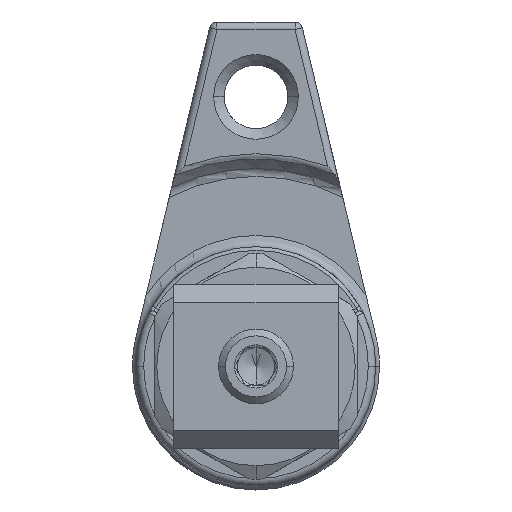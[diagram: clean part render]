
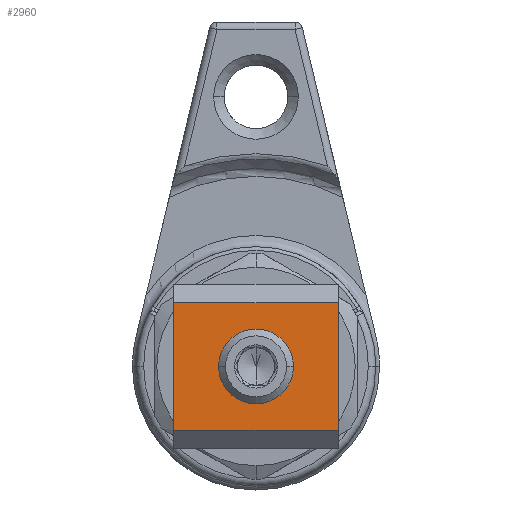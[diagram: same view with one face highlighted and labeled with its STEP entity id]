
A CAD part, front view. The second image highlights one B-rep face of the part: STEP entity #2960.
In plain terms, the highlighted planar face has unit normal (0, -1, 0).
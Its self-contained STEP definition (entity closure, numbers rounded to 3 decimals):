
#61 = AXIS2_PLACEMENT_3D ( 'NONE', #3049, #6453, #1260 ) ;
#85 = VECTOR ( 'NONE', #573, 1000. ) ;
#167 = EDGE_LOOP ( 'NONE', ( #2400, #2022 ) ) ;
#431 = CARTESIAN_POINT ( 'NONE',  ( 11., -76., -8.5 ) ) ;
#436 = EDGE_CURVE ( 'NONE', #4580, #811, #3686, .T. ) ;
#573 = DIRECTION ( 'NONE',  ( 0., 0., -1. ) ) ;
#811 = VERTEX_POINT ( 'NONE', #6778 ) ;
#924 = LINE ( 'NONE', #2069, #6005 ) ;
#981 = EDGE_LOOP ( 'NONE', ( #7316, #5973, #3855, #3568 ) ) ;
#1006 = VERTEX_POINT ( 'NONE', #5863 ) ;
#1091 = FACE_BOUND ( 'NONE', #167, .T. ) ;
#1143 = LINE ( 'NONE', #2896, #6419 ) ;
#1260 = DIRECTION ( 'NONE',  ( 0., 0., 1. ) ) ;
#1576 = EDGE_CURVE ( 'NONE', #811, #4580, #3656, .T. ) ;
#1833 = CARTESIAN_POINT ( 'NONE',  ( 5., -76., 0. ) ) ;
#2022 = ORIENTED_EDGE ( 'NONE', *, *, #1576, .T. ) ;
#2069 = CARTESIAN_POINT ( 'NONE',  ( 11., -76., 8.5 ) ) ;
#2094 = VERTEX_POINT ( 'NONE', #4148 ) ;
#2184 = DIRECTION ( 'NONE',  ( -1., 0., 0. ) ) ;
#2188 = CARTESIAN_POINT ( 'NONE',  ( 11., -76., -8.5 ) ) ;
#2299 = DIRECTION ( 'NONE',  ( 0., 1., 0. ) ) ;
#2400 = ORIENTED_EDGE ( 'NONE', *, *, #436, .T. ) ;
#2425 = EDGE_CURVE ( 'NONE', #6027, #5824, #2722, .T. ) ;
#2722 = LINE ( 'NONE', #5617, #85 ) ;
#2802 = LINE ( 'NONE', #431, #6937 ) ;
#2896 = CARTESIAN_POINT ( 'NONE',  ( -11., -76., -8.5 ) ) ;
#2960 = ADVANCED_FACE ( 'NONE', ( #1091, #6736 ), #3875, .F. ) ;
#3049 = CARTESIAN_POINT ( 'NONE',  ( 0., -76., 0. ) ) ;
#3056 = DIRECTION ( 'NONE',  ( 0., 0., 1. ) ) ;
#3475 = CARTESIAN_POINT ( 'NONE',  ( 0., -76., 0. ) ) ;
#3568 = ORIENTED_EDGE ( 'NONE', *, *, #4365, .T. ) ;
#3656 = CIRCLE ( 'NONE', #5448, 5. ) ;
#3686 = CIRCLE ( 'NONE', #61, 5. ) ;
#3698 = CARTESIAN_POINT ( 'NONE',  ( 11., -76., 8.5 ) ) ;
#3855 = ORIENTED_EDGE ( 'NONE', *, *, #2425, .F. ) ;
#3875 = PLANE ( 'NONE',  #5352 ) ;
#4148 = CARTESIAN_POINT ( 'NONE',  ( -11., -76., 8.5 ) ) ;
#4365 = EDGE_CURVE ( 'NONE', #6027, #2094, #924, .T. ) ;
#4580 = VERTEX_POINT ( 'NONE', #1833 ) ;
#5279 = DIRECTION ( 'NONE',  ( 0., 0., -1. ) ) ;
#5352 = AXIS2_PLACEMENT_3D ( 'NONE', #2188, #2299, #5659 ) ;
#5448 = AXIS2_PLACEMENT_3D ( 'NONE', #3475, #7134, #3056 ) ;
#5496 = DIRECTION ( 'NONE',  ( -1., 0., 0. ) ) ;
#5617 = CARTESIAN_POINT ( 'NONE',  ( 11., -76., -8.5 ) ) ;
#5659 = DIRECTION ( 'NONE',  ( 1., 0., 0. ) ) ;
#5824 = VERTEX_POINT ( 'NONE', #6747 ) ;
#5863 = CARTESIAN_POINT ( 'NONE',  ( -11., -76., -8.5 ) ) ;
#5973 = ORIENTED_EDGE ( 'NONE', *, *, #7050, .F. ) ;
#6005 = VECTOR ( 'NONE', #5496, 1000. ) ;
#6012 = EDGE_CURVE ( 'NONE', #2094, #1006, #1143, .T. ) ;
#6027 = VERTEX_POINT ( 'NONE', #3698 ) ;
#6419 = VECTOR ( 'NONE', #5279, 1000. ) ;
#6453 = DIRECTION ( 'NONE',  ( 0., 1., 0. ) ) ;
#6736 = FACE_OUTER_BOUND ( 'NONE', #981, .T. ) ;
#6747 = CARTESIAN_POINT ( 'NONE',  ( 11., -76., -8.5 ) ) ;
#6778 = CARTESIAN_POINT ( 'NONE',  ( -5., -76., 0. ) ) ;
#6937 = VECTOR ( 'NONE', #2184, 1000. ) ;
#7050 = EDGE_CURVE ( 'NONE', #5824, #1006, #2802, .T. ) ;
#7134 = DIRECTION ( 'NONE',  ( 0., 1., 0. ) ) ;
#7316 = ORIENTED_EDGE ( 'NONE', *, *, #6012, .T. ) ;
